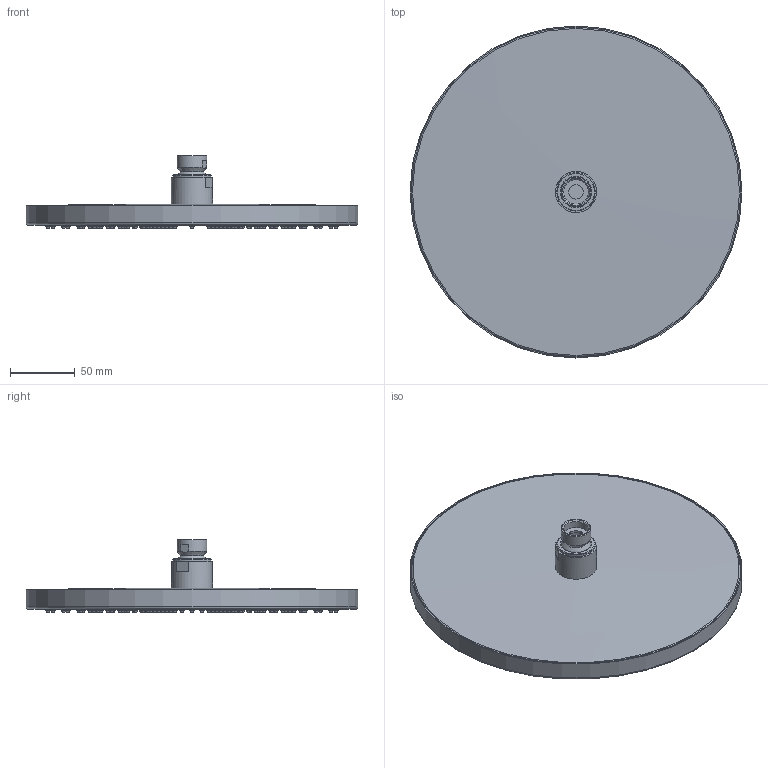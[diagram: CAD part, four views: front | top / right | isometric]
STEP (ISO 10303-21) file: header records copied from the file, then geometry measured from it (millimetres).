
FILE_DESCRIPTION(/* description */ ('Unknown'),/* implementation_level */ '2;1');
FILE_NAME(/* name */ 'M105',/* time_stamp */ '2016-04-27T09:13:01+02:00',/* author */ ('Unknown'),/* organization */ ('Unknown'),/* preprocessor_version */ 'ST-DEVELOPER v16.7',/* originating_system */ 'DEX',/* authorisation */ $);
FILE_SCHEMA (('AUTOMOTIVE_DESIGN {1 0 10303 214 3 1 1}'));
Length unit declared in the file: millimetre
Products named in the file (1): M105
Bounding box: 256 x 256 x 56.2 mm (x, y, z)
Surface area: 190544.7 mm2 (no closed solid volume)
Topology: 0 solids, 281 shells, 892 faces, 4722 edges, 4081 vertices
Faces by surface type: cone 346, plane 188, cylinder 183, bspline 109, torus 64, sphere 2
Full cylindrical faces by diameter (mm): 3.7 x174, 11 x1, 15.2 x1, 19 x1, 23 x1, 29.5 x1, 31.8 x1, 253.8 x1, 254.4 x1, 256 x1
Entity records: 52063 total; most frequent: CARTESIAN_POINT 19156, DIRECTION 5551, ORIENTED_EDGE 4330, EDGE_CURVE 3681, VERTEX_POINT 3633, AXIS2_PLACEMENT_3D 2192, EDGE_LOOP 2046, FACE_BOUND 2046
